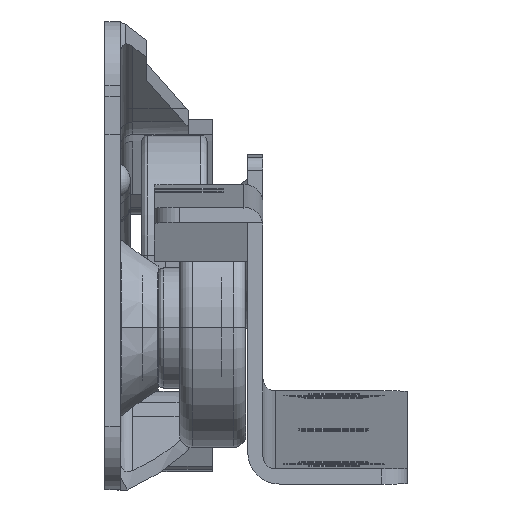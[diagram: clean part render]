
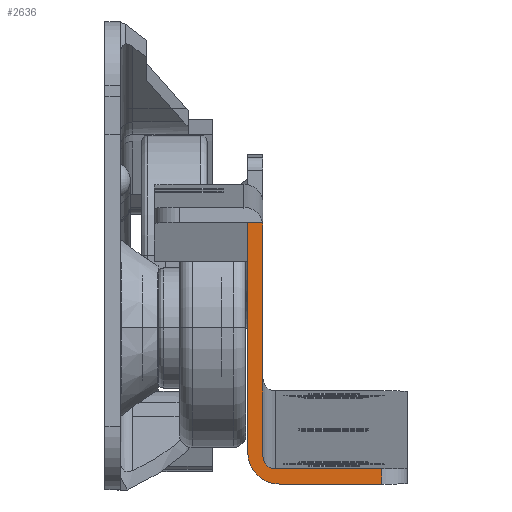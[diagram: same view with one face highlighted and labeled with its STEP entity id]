
A CAD part, top view. The second image highlights one B-rep face of the part: STEP entity #2636.
In plain terms, the highlighted face is planar.
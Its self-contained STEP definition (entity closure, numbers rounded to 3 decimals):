
#89 = VERTEX_POINT ( 'NONE', #5665 ) ;
#118 = LINE ( 'NONE', #3707, #6517 ) ;
#222 = CARTESIAN_POINT ( 'NONE',  ( 1., 1., 0. ) ) ;
#288 = EDGE_CURVE ( 'NONE', #4788, #9836, #867, .T. ) ;
#867 = LINE ( 'NONE', #2884, #877 ) ;
#877 = VECTOR ( 'NONE', #8572, 1000. ) ;
#1333 = ORIENTED_EDGE ( 'NONE', *, *, #11102, .T. ) ;
#1398 = VECTOR ( 'NONE', #3514, 1000. ) ;
#1697 = CARTESIAN_POINT ( 'NONE',  ( 0., 19.497, 0. ) ) ;
#2591 = EDGE_CURVE ( 'NONE', #10238, #3992, #9100, .T. ) ;
#2636 = ADVANCED_FACE ( 'NONE', ( #9213 ), #5600, .T. ) ;
#2696 = CARTESIAN_POINT ( 'NONE',  ( 0., 19.298, 0. ) ) ;
#2884 = CARTESIAN_POINT ( 'NONE',  ( 11.4, 0., 0. ) ) ;
#2940 = EDGE_LOOP ( 'NONE', ( #12049, #1333, #7071, #5533, #10624, #8799, #7775, #4068, #4839 ) ) ;
#2982 = VECTOR ( 'NONE', #3411, 1000. ) ;
#3083 = EDGE_CURVE ( 'NONE', #4694, #3992, #5841, .T. ) ;
#3134 = VECTOR ( 'NONE', #7865, 1000. ) ;
#3199 = DIRECTION ( 'NONE',  ( 1., 0., 0. ) ) ;
#3302 = EDGE_CURVE ( 'NONE', #7102, #4694, #5199, .T. ) ;
#3411 = DIRECTION ( 'NONE',  ( 0., 1., 0. ) ) ;
#3514 = DIRECTION ( 'NONE',  ( 1., 0., 0. ) ) ;
#3672 = CARTESIAN_POINT ( 'NONE',  ( -0.03, 19.497, 0. ) ) ;
#3697 = DIRECTION ( 'NONE',  ( 0., 0., 1. ) ) ;
#3707 = CARTESIAN_POINT ( 'NONE',  ( -1.2, -1.2, 0. ) ) ;
#3837 = LINE ( 'NONE', #8544, #10410 ) ;
#3992 = VERTEX_POINT ( 'NONE', #4743 ) ;
#4068 = ORIENTED_EDGE ( 'NONE', *, *, #10088, .T. ) ;
#4257 = EDGE_CURVE ( 'NONE', #6121, #10025, #118, .T. ) ;
#4345 = CARTESIAN_POINT ( 'NONE',  ( 9.4, 0., 0. ) ) ;
#4430 = CARTESIAN_POINT ( 'NONE',  ( 1.3, -1.2, 0. ) ) ;
#4553 = DIRECTION ( 'NONE',  ( 1., 0., 0. ) ) ;
#4694 = VERTEX_POINT ( 'NONE', #8285 ) ;
#4743 = CARTESIAN_POINT ( 'NONE',  ( -0.03, 19.497, 0. ) ) ;
#4788 = VERTEX_POINT ( 'NONE', #4345 ) ;
#4839 = ORIENTED_EDGE ( 'NONE', *, *, #5842, .T. ) ;
#4986 = CIRCLE ( 'NONE', #10869, 1. ) ;
#5199 = LINE ( 'NONE', #8000, #2982 ) ;
#5533 = ORIENTED_EDGE ( 'NONE', *, *, #6346, .T. ) ;
#5600 = PLANE ( 'NONE',  #8425 ) ;
#5665 = CARTESIAN_POINT ( 'NONE',  ( -1.2, 1.3, 0. ) ) ;
#5734 = CARTESIAN_POINT ( 'NONE',  ( 9.4, -1.2, 0. ) ) ;
#5841 =( BOUNDED_CURVE ( )  B_SPLINE_CURVE ( 3, ( #7340, #2696, #8323, #3672 ),
 .UNSPECIFIED., .F., .T. ) 
 B_SPLINE_CURVE_WITH_KNOTS ( ( 4, 4 ),
 ( 1.571, 1.772 ),
 .UNSPECIFIED. ) 
 CURVE ( )  GEOMETRIC_REPRESENTATION_ITEM ( )  RATIONAL_B_SPLINE_CURVE ( ( 1., 0.997, 0.997, 1. ) ) 
 REPRESENTATION_ITEM ( '' )  );
#5842 = EDGE_CURVE ( 'NONE', #89, #6121, #8883, .T. ) ;
#6010 = DIRECTION ( 'NONE',  ( 1., 0., 0. ) ) ;
#6121 = VERTEX_POINT ( 'NONE', #4430 ) ;
#6346 = EDGE_CURVE ( 'NONE', #9836, #7102, #4986, .T. ) ;
#6415 = CARTESIAN_POINT ( 'NONE',  ( 0., 1., 0. ) ) ;
#6517 = VECTOR ( 'NONE', #7559, 1000. ) ;
#6811 = DIRECTION ( 'NONE',  ( 0., 0., -1. ) ) ;
#7071 = ORIENTED_EDGE ( 'NONE', *, *, #288, .T. ) ;
#7102 = VERTEX_POINT ( 'NONE', #6415 ) ;
#7340 = CARTESIAN_POINT ( 'NONE',  ( 0., 19.197, 0. ) ) ;
#7559 = DIRECTION ( 'NONE',  ( 1., 0., 0. ) ) ;
#7775 = ORIENTED_EDGE ( 'NONE', *, *, #2591, .F. ) ;
#7865 = DIRECTION ( 'NONE',  ( 0., -1., 0. ) ) ;
#7897 = DIRECTION ( 'NONE',  ( 0., 0., 1. ) ) ;
#7901 = AXIS2_PLACEMENT_3D ( 'NONE', #9615, #7897, #6010 ) ;
#8000 = CARTESIAN_POINT ( 'NONE',  ( 0., 20.7, 0. ) ) ;
#8285 = CARTESIAN_POINT ( 'NONE',  ( 0., 19.197, 0. ) ) ;
#8323 = CARTESIAN_POINT ( 'NONE',  ( -0.01, 19.398, 0. ) ) ;
#8340 = CARTESIAN_POINT ( 'NONE',  ( 1., 0., 0. ) ) ;
#8425 = AXIS2_PLACEMENT_3D ( 'NONE', #10265, #3697, #4553 ) ;
#8544 = CARTESIAN_POINT ( 'NONE',  ( 9.4, 0., 0. ) ) ;
#8572 = DIRECTION ( 'NONE',  ( -1., 0., 0. ) ) ;
#8799 = ORIENTED_EDGE ( 'NONE', *, *, #3083, .T. ) ;
#8883 = CIRCLE ( 'NONE', #7901, 2.5 ) ;
#9100 = LINE ( 'NONE', #1697, #1398 ) ;
#9213 = FACE_OUTER_BOUND ( 'NONE', #2940, .T. ) ;
#9615 = CARTESIAN_POINT ( 'NONE',  ( 1.3, 1.3, 0. ) ) ;
#9836 = VERTEX_POINT ( 'NONE', #8340 ) ;
#9942 = CARTESIAN_POINT ( 'NONE',  ( -1.2, 19.497, 0. ) ) ;
#10025 = VERTEX_POINT ( 'NONE', #5734 ) ;
#10088 = EDGE_CURVE ( 'NONE', #10238, #89, #10526, .T. ) ;
#10238 = VERTEX_POINT ( 'NONE', #9942 ) ;
#10265 = CARTESIAN_POINT ( 'NONE',  ( 0., 0., 0. ) ) ;
#10396 = DIRECTION ( 'NONE',  ( 0., 1., 0. ) ) ;
#10410 = VECTOR ( 'NONE', #10396, 1000. ) ;
#10526 = LINE ( 'NONE', #10713, #3134 ) ;
#10624 = ORIENTED_EDGE ( 'NONE', *, *, #3302, .T. ) ;
#10713 = CARTESIAN_POINT ( 'NONE',  ( -1.2, -1.2, 0. ) ) ;
#10869 = AXIS2_PLACEMENT_3D ( 'NONE', #222, #6811, #3199 ) ;
#11102 = EDGE_CURVE ( 'NONE', #10025, #4788, #3837, .T. ) ;
#12049 = ORIENTED_EDGE ( 'NONE', *, *, #4257, .T. ) ;
